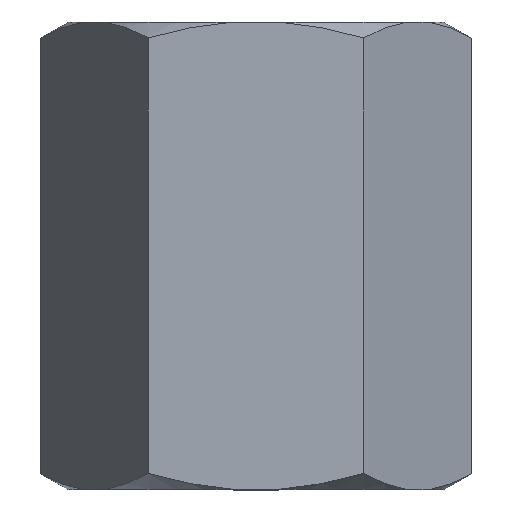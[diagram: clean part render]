
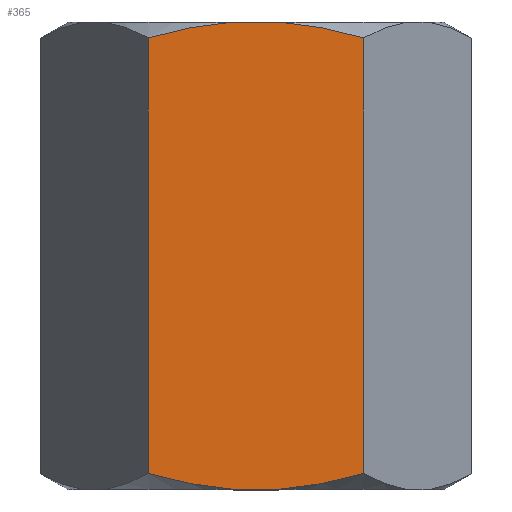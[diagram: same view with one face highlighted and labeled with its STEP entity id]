
A CAD part, top view. The second image highlights one B-rep face of the part: STEP entity #365.
In plain terms, the highlighted planar face has unit normal (0, 0, 1).
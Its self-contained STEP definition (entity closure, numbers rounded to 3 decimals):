
#29=CARTESIAN_POINT('',(0.242,0.0,2.0));
#30=VERTEX_POINT('',#29);
#38=CARTESIAN_POINT('',(-0.242,0.0,2.0));
#39=VERTEX_POINT('',#38);
#40=CARTESIAN_POINT('',(0.0,0.0,2.0));
#41=DIRECTION('',(-1.0,0.0,0.0));
#42=VECTOR('',#41,1.0);
#43=LINE('',#40,#42);
#44=EDGE_CURVE('n� 189',#30,#39,#43,.T.);
#167=CARTESIAN_POINT('',(-1.155,0.17,2.0));
#168=VERTEX_POINT('',#167);
#169=CARTESIAN_POINT('',(-0.242,0.0,2.0));
#170=CARTESIAN_POINT('',(-0.359,0.008,2.0));
#171=CARTESIAN_POINT('',(-0.48,0.023,2.0));
#172=CARTESIAN_POINT('',(-0.784,0.073,2.0));
#173=CARTESIAN_POINT('',(-0.972,0.118,2.0));
#174=CARTESIAN_POINT('',(-1.155,0.17,2.0));
#175=B_SPLINE_CURVE_WITH_KNOTS('',3,(#169,#170,#171,#172,#173,#174),.UNSPECIFIED.,.F.,.U.,
 (4,2,4),(0.0,0.383,1.0),.UNSPECIFIED.);
#176=EDGE_CURVE('n� 477',#39,#168,#175,.T.);
#282=CARTESIAN_POINT('',(1.155,0.17,2.0));
#283=VERTEX_POINT('',#282);
#293=CARTESIAN_POINT('',(1.155,0.17,2.0));
#294=CARTESIAN_POINT('',(1.024,0.133,2.0));
#295=CARTESIAN_POINT('',(0.89,0.099,2.0));
#296=CARTESIAN_POINT('',(0.589,0.037,2.0));
#297=CARTESIAN_POINT('',(0.414,0.012,2.0));
#298=CARTESIAN_POINT('',(0.242,-0.0,2.0));
#299=B_SPLINE_CURVE_WITH_KNOTS('',3,(#293,#294,#295,#296,#297,#298),.UNSPECIFIED.,.F.,.U.,
 (4,2,4),(0.0,0.44,1.0),.UNSPECIFIED.);
#300=EDGE_CURVE('n� 473',#283,#30,#299,.T.);
#311=CARTESIAN_POINT('',(-1.155,4.83,2.0));
#312=VERTEX_POINT('',#311);
#313=CARTESIAN_POINT('',(-1.155,5.0,2.0));
#314=DIRECTION('',(0.0,-1.0,0.0));
#315=VECTOR('',#314,1.0);
#316=LINE('',#313,#315);
#317=EDGE_CURVE('n� 512',#312,#168,#316,.T.);
#318=ORIENTED_EDGE('',*,*,#317,.T.);
#319=ORIENTED_EDGE('',*,*,#176,.F.);
#320=ORIENTED_EDGE('',*,*,#44,.F.);
#321=ORIENTED_EDGE('',*,*,#300,.F.);
#322=CARTESIAN_POINT('',(1.155,4.83,2.0));
#323=VERTEX_POINT('',#322);
#324=CARTESIAN_POINT('',(1.155,5.0,2.0));
#325=DIRECTION('',(0.0,-1.0,0.0));
#326=VECTOR('',#325,1.0);
#327=LINE('',#324,#326);
#328=EDGE_CURVE('n� 472',#323,#283,#327,.T.);
#329=ORIENTED_EDGE('',*,*,#328,.F.);
#330=CARTESIAN_POINT('',(0.242,5.0,2.0));
#331=VERTEX_POINT('',#330);
#332=CARTESIAN_POINT('',(0.242,5.0,2.0));
#333=CARTESIAN_POINT('',(0.359,4.992,2.0));
#334=CARTESIAN_POINT('',(0.48,4.977,2.0));
#335=CARTESIAN_POINT('',(0.784,4.927,2.0));
#336=CARTESIAN_POINT('',(0.972,4.882,2.0));
#337=CARTESIAN_POINT('',(1.155,4.83,2.0));
#338=B_SPLINE_CURVE_WITH_KNOTS('',3,(#332,#333,#334,#335,#336,#337),.UNSPECIFIED.,.F.,.U.,
 (4,2,4),(0.0,0.383,1.0),.UNSPECIFIED.);
#339=EDGE_CURVE('n� 471',#331,#323,#338,.T.);
#340=ORIENTED_EDGE('',*,*,#339,.F.);
#341=CARTESIAN_POINT('',(-0.242,5.0,2.0));
#342=VERTEX_POINT('',#341);
#343=CARTESIAN_POINT('',(-1.155,5.0,2.0));
#344=DIRECTION('',(-1.0,0.0,0.0));
#345=VECTOR('',#344,1.0);
#346=LINE('',#343,#345);
#347=EDGE_CURVE('n� 392',#331,#342,#346,.T.);
#348=ORIENTED_EDGE('',*,*,#347,.T.);
#349=CARTESIAN_POINT('',(-1.155,4.83,2.0));
#350=CARTESIAN_POINT('',(-1.024,4.867,2.0));
#351=CARTESIAN_POINT('',(-0.89,4.901,2.0));
#352=CARTESIAN_POINT('',(-0.589,4.963,2.0));
#353=CARTESIAN_POINT('',(-0.414,4.988,2.0));
#354=CARTESIAN_POINT('',(-0.242,5.0,2.0));
#355=B_SPLINE_CURVE_WITH_KNOTS('',3,(#349,#350,#351,#352,#353,#354),.UNSPECIFIED.,.F.,.U.,
 (4,2,4),(0.0,0.44,1.0),.UNSPECIFIED.);
#356=EDGE_CURVE('n� 470',#312,#342,#355,.T.);
#357=ORIENTED_EDGE('',*,*,#356,.F.);
#358=EDGE_LOOP('',(#318,#319,#320,#321,#329,#340,#348,#357));
#359=FACE_OUTER_BOUND('',#358,.T.);
#360=CARTESIAN_POINT('',(-1.155,5.0,2.0));
#361=DIRECTION('',(0.0,0.0,1.0));
#362=DIRECTION('',(1.0,0.0,-0.0));
#363=AXIS2_PLACEMENT_3D('',#360,#361,#362);
#364=PLANE('',#363);
#365=ADVANCED_FACE('n� 721',(#359),#364,.T.);
